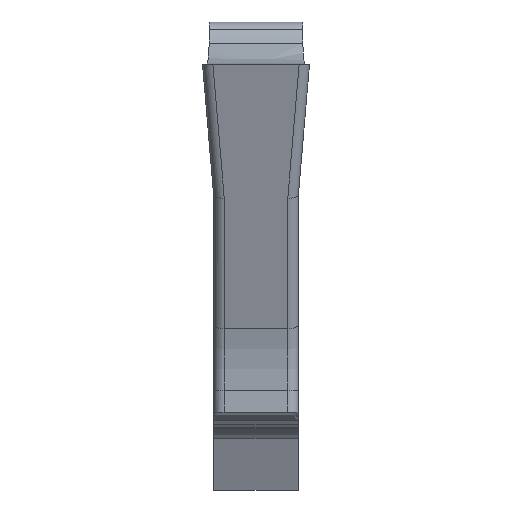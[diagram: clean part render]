
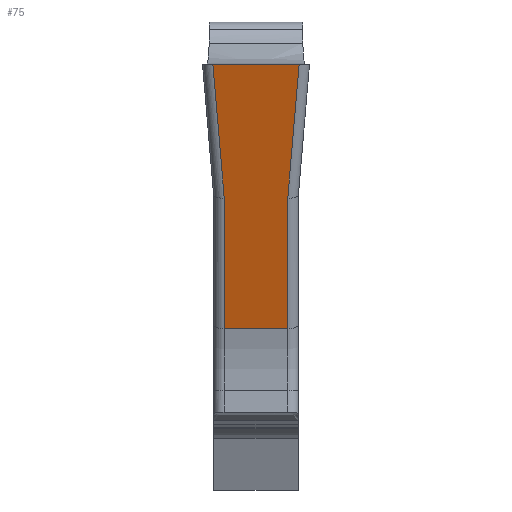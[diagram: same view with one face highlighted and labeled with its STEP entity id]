
A CAD part, front view. The second image highlights one B-rep face of the part: STEP entity #75.
In plain terms, the highlighted planar face has unit normal (0, -0.956, -0.292).
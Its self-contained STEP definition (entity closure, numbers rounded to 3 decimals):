
#54=PLANE('',#945);
#75=ADVANCED_FACE('',(#135),#54,.F.);
#135=FACE_OUTER_BOUND('',#180,.T.);
#180=EDGE_LOOP('',(#285,#286,#287,#288,#289,#290));
#285=ORIENTED_EDGE('',*,*,#593,.T.);
#286=ORIENTED_EDGE('',*,*,#587,.T.);
#287=ORIENTED_EDGE('',*,*,#613,.T.);
#288=ORIENTED_EDGE('',*,*,#601,.T.);
#289=ORIENTED_EDGE('',*,*,#595,.T.);
#290=ORIENTED_EDGE('',*,*,#614,.F.);
#505=VERTEX_POINT('',#1288);
#506=VERTEX_POINT('',#1289);
#511=VERTEX_POINT('',#1301);
#512=VERTEX_POINT('',#1305);
#513=VERTEX_POINT('',#1306);
#518=VERTEX_POINT('',#1318);
#587=EDGE_CURVE('',#505,#506,#712,.T.);
#593=EDGE_CURVE('',#511,#505,#715,.T.);
#595=EDGE_CURVE('',#512,#513,#716,.T.);
#601=EDGE_CURVE('',#518,#512,#719,.T.);
#613=EDGE_CURVE('',#506,#518,#726,.T.);
#614=EDGE_CURVE('',#511,#513,#727,.T.);
#712=LINE('',#1287,#779);
#715=LINE('',#1300,#782);
#716=LINE('',#1304,#783);
#719=LINE('',#1317,#786);
#726=LINE('',#1342,#793);
#727=LINE('',#1343,#794);
#779=VECTOR('',#1003,1.);
#782=VECTOR('',#1014,1.);
#783=VECTOR('',#1019,1.);
#786=VECTOR('',#1030,1.);
#793=VECTOR('',#1055,1.);
#794=VECTOR('',#1056,1.);
#945=AXIS2_PLACEMENT_3D('',#1344,#1057,#1058);
#1003=DIRECTION('',(0.,0.292,-0.956));
#1014=DIRECTION('',(0.081,0.291,-0.953));
#1019=DIRECTION('',(0.081,-0.291,0.953));
#1030=DIRECTION('',(0.,-0.292,0.956));
#1055=DIRECTION('',(1.,0.,0.));
#1056=DIRECTION('',(1.,0.,0.));
#1057=DIRECTION('',(0.,0.956,0.292));
#1058=DIRECTION('',(0.,-0.292,0.956));
#1287=CARTESIAN_POINT('',(-0.3,-3.237,-2.494));
#1288=CARTESIAN_POINT('',(-0.3,-3.614,-1.262));
#1289=CARTESIAN_POINT('',(-0.3,-3.237,-2.494));
#1300=CARTESIAN_POINT('',(-0.297,-3.604,-1.295));
#1301=CARTESIAN_POINT('',(-0.408,-4.,0.));
#1304=CARTESIAN_POINT('',(0.408,-4.002,0.008));
#1305=CARTESIAN_POINT('',(0.3,-3.614,-1.262));
#1306=CARTESIAN_POINT('',(0.408,-4.,0.));
#1317=CARTESIAN_POINT('',(0.3,-3.596,-1.322));
#1318=CARTESIAN_POINT('',(0.3,-3.237,-2.494));
#1342=CARTESIAN_POINT('',(0.3,-3.237,-2.494));
#1343=CARTESIAN_POINT('',(19.149,-4.,0.));
#1344=CARTESIAN_POINT('',(19.149,-3.5,-1.635));
